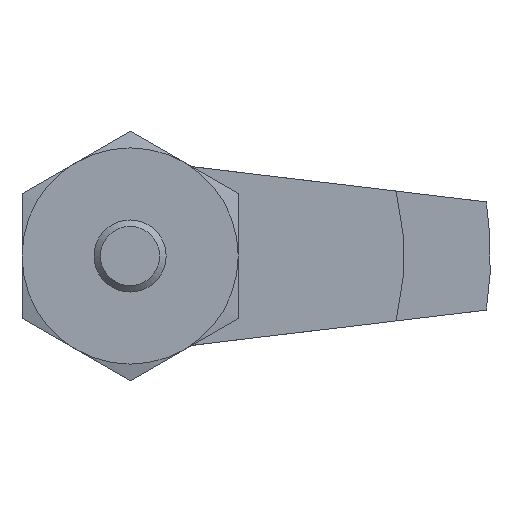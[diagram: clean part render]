
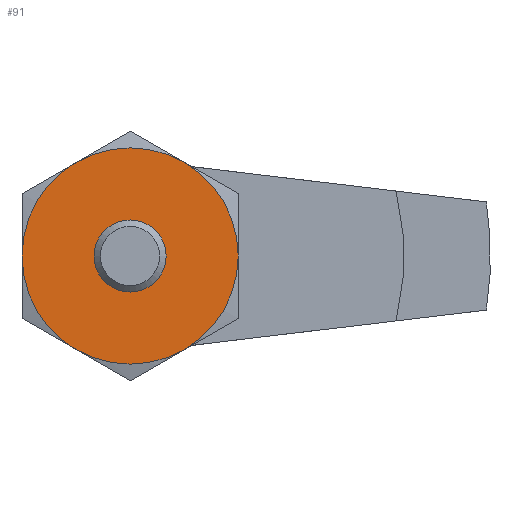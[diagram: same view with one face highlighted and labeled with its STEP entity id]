
A CAD part, front view. The second image highlights one B-rep face of the part: STEP entity #91.
In plain terms, the highlighted planar face has unit normal (0, -1, 0).
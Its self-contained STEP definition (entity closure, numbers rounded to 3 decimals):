
#91 = ADVANCED_FACE( '', ( #213, #214 ), #215, .F. );
#213 = FACE_BOUND( '', #376, .T. );
#214 = FACE_OUTER_BOUND( '', #377, .T. );
#215 = PLANE( '', #378 );
#376 = EDGE_LOOP( '', ( #589 ) );
#377 = EDGE_LOOP( '', ( #590, #591, #592, #593, #594, #595 ) );
#378 = AXIS2_PLACEMENT_3D( '', #596, #597, #598 );
#589 = ORIENTED_EDGE( '', *, *, #923, .F. );
#590 = ORIENTED_EDGE( '', *, *, #924, .T. );
#591 = ORIENTED_EDGE( '', *, *, #902, .T. );
#592 = ORIENTED_EDGE( '', *, *, #925, .T. );
#593 = ORIENTED_EDGE( '', *, *, #926, .T. );
#594 = ORIENTED_EDGE( '', *, *, #927, .T. );
#595 = ORIENTED_EDGE( '', *, *, #928, .T. );
#596 = CARTESIAN_POINT( '', ( 18., 0., 0. ) );
#597 = DIRECTION( '', ( 0., 1., 0. ) );
#598 = DIRECTION( '', ( 0., 0., 1. ) );
#902 = EDGE_CURVE( '', #1062, #1063, #1064, .T. );
#923 = EDGE_CURVE( '', #1095, #1095, #1096, .T. );
#924 = EDGE_CURVE( '', #1097, #1062, #1098, .T. );
#925 = EDGE_CURVE( '', #1063, #1099, #1100, .T. );
#926 = EDGE_CURVE( '', #1099, #1072, #1101, .T. );
#927 = EDGE_CURVE( '', #1072, #1102, #1103, .T. );
#928 = EDGE_CURVE( '', #1102, #1097, #1104, .T. );
#1062 = VERTEX_POINT( '', #1282 );
#1063 = VERTEX_POINT( '', #1283 );
#1064 = CIRCLE( '', #1284, 18. );
#1072 = VERTEX_POINT( '', #1303 );
#1095 = VERTEX_POINT( '', #1379 );
#1096 = CIRCLE( '', #1380, 4.7 );
#1097 = VERTEX_POINT( '', #1381 );
#1098 = CIRCLE( '', #1382, 18. );
#1099 = VERTEX_POINT( '', #1383 );
#1100 = CIRCLE( '', #1384, 18. );
#1101 = CIRCLE( '', #1385, 18. );
#1102 = VERTEX_POINT( '', #1386 );
#1103 = CIRCLE( '', #1387, 18. );
#1104 = CIRCLE( '', #1388, 18. );
#1282 = CARTESIAN_POINT( '', ( 18., 0., 0. ) );
#1283 = CARTESIAN_POINT( '', ( 9., 0., 15.588 ) );
#1284 = AXIS2_PLACEMENT_3D( '', #1631, #1632, #1633 );
#1303 = CARTESIAN_POINT( '', ( -18., 0., 0. ) );
#1379 = CARTESIAN_POINT( '', ( 0., 0., -4.7 ) );
#1380 = AXIS2_PLACEMENT_3D( '', #1642, #1643, #1644 );
#1381 = CARTESIAN_POINT( '', ( 9., 0., -15.588 ) );
#1382 = AXIS2_PLACEMENT_3D( '', #1645, #1646, #1647 );
#1383 = CARTESIAN_POINT( '', ( -9., 0., 15.588 ) );
#1384 = AXIS2_PLACEMENT_3D( '', #1648, #1649, #1650 );
#1385 = AXIS2_PLACEMENT_3D( '', #1651, #1652, #1653 );
#1386 = CARTESIAN_POINT( '', ( -9., 0., -15.588 ) );
#1387 = AXIS2_PLACEMENT_3D( '', #1654, #1655, #1656 );
#1388 = AXIS2_PLACEMENT_3D( '', #1657, #1658, #1659 );
#1631 = CARTESIAN_POINT( '', ( 0., 0., 0. ) );
#1632 = DIRECTION( '', ( 0., -1., 0. ) );
#1633 = DIRECTION( '', ( 0., 0., -1. ) );
#1642 = CARTESIAN_POINT( '', ( 0., 0., 0. ) );
#1643 = DIRECTION( '', ( 0., -1., 0. ) );
#1644 = DIRECTION( '', ( 0., 0., -1. ) );
#1645 = CARTESIAN_POINT( '', ( 0., 0., 0. ) );
#1646 = DIRECTION( '', ( 0., -1., 0. ) );
#1647 = DIRECTION( '', ( 0., 0., -1. ) );
#1648 = CARTESIAN_POINT( '', ( 0., 0., 0. ) );
#1649 = DIRECTION( '', ( 0., -1., 0. ) );
#1650 = DIRECTION( '', ( 0., 0., -1. ) );
#1651 = CARTESIAN_POINT( '', ( 0., 0., 0. ) );
#1652 = DIRECTION( '', ( 0., -1., 0. ) );
#1653 = DIRECTION( '', ( 0., 0., -1. ) );
#1654 = CARTESIAN_POINT( '', ( 0., 0., 0. ) );
#1655 = DIRECTION( '', ( 0., -1., 0. ) );
#1656 = DIRECTION( '', ( 0., 0., -1. ) );
#1657 = CARTESIAN_POINT( '', ( 0., 0., 0. ) );
#1658 = DIRECTION( '', ( 0., -1., 0. ) );
#1659 = DIRECTION( '', ( 0., 0., -1. ) );
